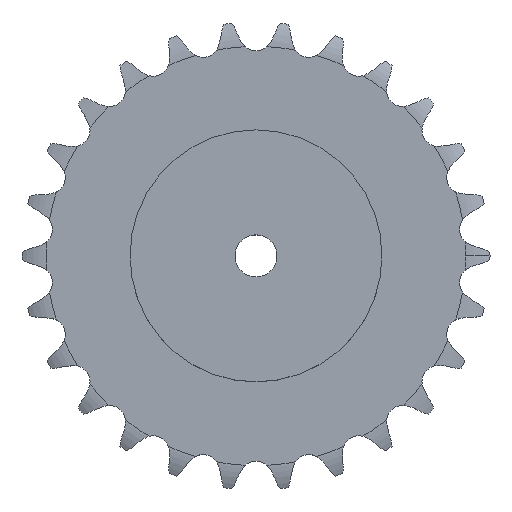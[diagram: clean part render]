
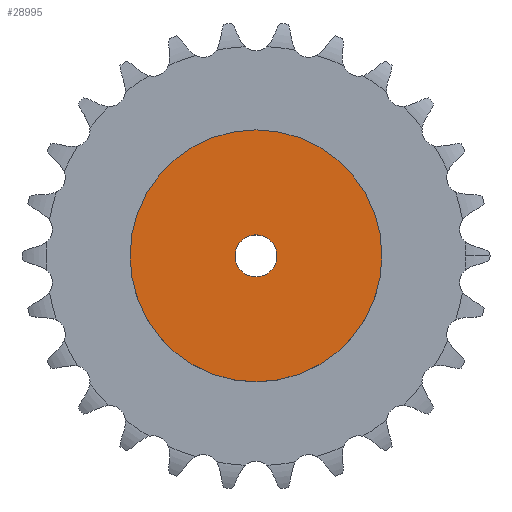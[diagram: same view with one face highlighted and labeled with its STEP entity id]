
A CAD part, top view. The second image highlights one B-rep face of the part: STEP entity #28995.
In plain terms, the highlighted planar face has unit normal (0, 0, 1).
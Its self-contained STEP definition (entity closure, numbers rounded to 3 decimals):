
#3540 = CYLINDRICAL_SURFACE('',#3541,75.);
#3541 = AXIS2_PLACEMENT_3D('',#3542,#3543,#3544);
#3542 = CARTESIAN_POINT('',(0.,0.,0.));
#3543 = DIRECTION('',(-0.,-0.,-1.));
#3544 = DIRECTION('',(1.,0.,0.));
#18280 = VERTEX_POINT('',#18281);
#18281 = CARTESIAN_POINT('',(75.,0.,55.));
#18302 = EDGE_CURVE('',#18280,#18280,#18303,.T.);
#18303 = SURFACE_CURVE('',#18304,(#18309,#18316),.PCURVE_S1.);
#18304 = CIRCLE('',#18305,75.);
#18305 = AXIS2_PLACEMENT_3D('',#18306,#18307,#18308);
#18306 = CARTESIAN_POINT('',(0.,0.,55.));
#18307 = DIRECTION('',(0.,0.,1.));
#18308 = DIRECTION('',(1.,0.,0.));
#18309 = PCURVE('',#3540,#18310);
#18310 = DEFINITIONAL_REPRESENTATION('',(#18311),#18315);
#18311 = LINE('',#18312,#18313);
#18312 = CARTESIAN_POINT('',(-0.,-55.));
#18313 = VECTOR('',#18314,1.);
#18314 = DIRECTION('',(-1.,0.));
#18315 = ( GEOMETRIC_REPRESENTATION_CONTEXT(2) 
PARAMETRIC_REPRESENTATION_CONTEXT() REPRESENTATION_CONTEXT('2D SPACE',''
  ) );
#18316 = PCURVE('',#18317,#18322);
#18317 = PLANE('',#18318);
#18318 = AXIS2_PLACEMENT_3D('',#18319,#18320,#18321);
#18319 = CARTESIAN_POINT('',(0.,0.,55.)
  );
#18320 = DIRECTION('',(0.,0.,1.));
#18321 = DIRECTION('',(1.,0.,0.));
#18322 = DEFINITIONAL_REPRESENTATION('',(#18323),#18327);
#18323 = CIRCLE('',#18324,75.);
#18324 = AXIS2_PLACEMENT_2D('',#18325,#18326);
#18325 = CARTESIAN_POINT('',(0.,0.));
#18326 = DIRECTION('',(1.,0.));
#18327 = ( GEOMETRIC_REPRESENTATION_CONTEXT(2) 
PARAMETRIC_REPRESENTATION_CONTEXT() REPRESENTATION_CONTEXT('2D SPACE',''
  ) );
#24732 = CYLINDRICAL_SURFACE('',#24733,12.5);
#24733 = AXIS2_PLACEMENT_3D('',#24734,#24735,#24736);
#24734 = CARTESIAN_POINT('',(0.,0.,425.452));
#24735 = DIRECTION('',(0.,0.,1.));
#24736 = DIRECTION('',(1.,0.,0.));
#28995 = ADVANCED_FACE('',(#28996,#28999),#18317,.T.);
#28996 = FACE_BOUND('',#28997,.T.);
#28997 = EDGE_LOOP('',(#28998));
#28998 = ORIENTED_EDGE('',*,*,#18302,.T.);
#28999 = FACE_BOUND('',#29000,.T.);
#29000 = EDGE_LOOP('',(#29001));
#29001 = ORIENTED_EDGE('',*,*,#29002,.F.);
#29002 = EDGE_CURVE('',#29003,#29003,#29005,.T.);
#29003 = VERTEX_POINT('',#29004);
#29004 = CARTESIAN_POINT('',(12.5,0.,55.));
#29005 = SURFACE_CURVE('',#29006,(#29011,#29018),.PCURVE_S1.);
#29006 = CIRCLE('',#29007,12.5);
#29007 = AXIS2_PLACEMENT_3D('',#29008,#29009,#29010);
#29008 = CARTESIAN_POINT('',(0.,0.,55.));
#29009 = DIRECTION('',(0.,0.,1.));
#29010 = DIRECTION('',(1.,0.,0.));
#29011 = PCURVE('',#18317,#29012);
#29012 = DEFINITIONAL_REPRESENTATION('',(#29013),#29017);
#29013 = CIRCLE('',#29014,12.5);
#29014 = AXIS2_PLACEMENT_2D('',#29015,#29016);
#29015 = CARTESIAN_POINT('',(0.,0.));
#29016 = DIRECTION('',(1.,0.));
#29017 = ( GEOMETRIC_REPRESENTATION_CONTEXT(2) 
PARAMETRIC_REPRESENTATION_CONTEXT() REPRESENTATION_CONTEXT('2D SPACE',''
  ) );
#29018 = PCURVE('',#24732,#29019);
#29019 = DEFINITIONAL_REPRESENTATION('',(#29020),#29024);
#29020 = LINE('',#29021,#29022);
#29021 = CARTESIAN_POINT('',(0.,-370.452));
#29022 = VECTOR('',#29023,1.);
#29023 = DIRECTION('',(1.,0.));
#29024 = ( GEOMETRIC_REPRESENTATION_CONTEXT(2) 
PARAMETRIC_REPRESENTATION_CONTEXT() REPRESENTATION_CONTEXT('2D SPACE',''
  ) );
